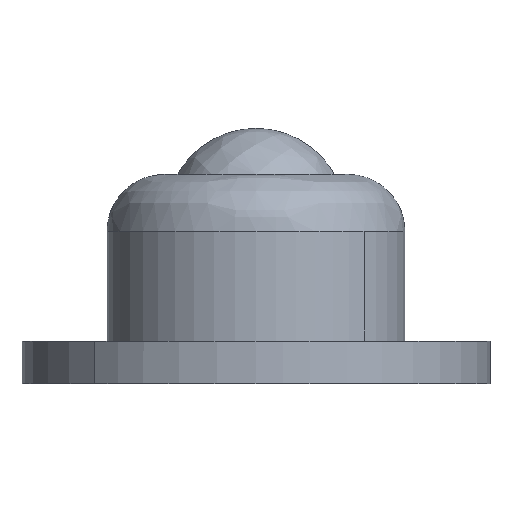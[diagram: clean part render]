
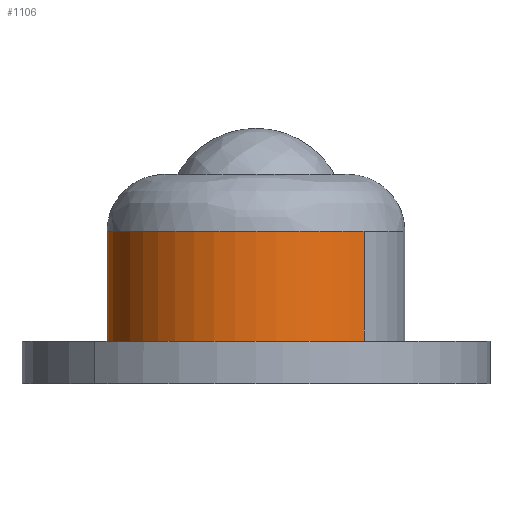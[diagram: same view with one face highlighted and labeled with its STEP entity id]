
A CAD part, front view. The second image highlights one B-rep face of the part: STEP entity #1106.
In plain terms, the highlighted free-form (B-spline) face has degree [2, 1] with [5, 2] control points.
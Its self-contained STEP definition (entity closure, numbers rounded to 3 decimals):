
#792=CARTESIAN_POINT('',(-21.,0.,21.5));
#793=VERTEX_POINT('',#792);
#848=CARTESIAN_POINT('',(-15.233,14.455,21.5));
#849=VERTEX_POINT('',#848);
#861=CARTESIAN_POINT('',(-21.,0.,21.5));
#862=CARTESIAN_POINT('',(-21.,1.038,21.5));
#863=CARTESIAN_POINT('',(-20.84,3.197,21.5));
#864=CARTESIAN_POINT('',(-20.189,5.996,21.5));
#865=CARTESIAN_POINT('',(-19.225,8.565,21.5));
#866=CARTESIAN_POINT('',(-17.781,11.378,21.5));
#867=CARTESIAN_POINT('',(-16.291,13.341,21.5));
#868=CARTESIAN_POINT('',(-15.233,14.455,21.5));
#869=B_SPLINE_CURVE_WITH_KNOTS('',3,(#861,#862,#863,#864,#865,#866,#867,#868),.UNSPECIFIED.,.F.,.U.,(4,1,1,1,1,4),(0.,3.114,6.477,8.595,11.335,15.944),.UNSPECIFIED.);
#870=EDGE_CURVE('',#793,#849,#869,.T.);
#905=CARTESIAN_POINT('',(0.,-21.,21.5));
#906=VERTEX_POINT('',#905);
#907=CARTESIAN_POINT('',(0.,-21.,21.5));
#908=CARTESIAN_POINT('',(-0.988,-21.,21.5));
#909=CARTESIAN_POINT('',(-2.577,-20.888,21.5));
#910=CARTESIAN_POINT('',(-5.028,-20.431,21.5));
#911=CARTESIAN_POINT('',(-7.626,-19.652,21.5));
#912=CARTESIAN_POINT('',(-10.432,-18.325,21.5));
#913=CARTESIAN_POINT('',(-12.958,-16.603,21.5));
#914=CARTESIAN_POINT('',(-14.785,-14.967,21.5));
#915=CARTESIAN_POINT('',(-16.431,-13.151,21.5));
#916=CARTESIAN_POINT('',(-18.064,-10.878,21.5));
#917=CARTESIAN_POINT('',(-19.517,-7.99,21.5));
#918=CARTESIAN_POINT('',(-20.402,-5.198,21.5));
#919=CARTESIAN_POINT('',(-20.89,-2.577,21.5));
#920=CARTESIAN_POINT('',(-21.,-0.945,21.5));
#921=CARTESIAN_POINT('',(-21.,0.,21.5));
#922=B_SPLINE_CURVE_WITH_KNOTS('',3,(#907,#908,#909,#910,#911,#912,#913,#914,#915,#916,#917,#918,#919,#920,#921),.UNSPECIFIED.,.F.,.U.,(4,1,1,1,1,1,1,1,1,1,1,1,4),(0.,2.964,4.768,7.474,11.082,14.045,16.622,18.426,21.39,24.998,28.09,30.152,32.987),.UNSPECIFIED.);
#923=EDGE_CURVE('',#906,#793,#922,.T.);
#925=CARTESIAN_POINT('',(15.233,-14.455,21.5));
#926=VERTEX_POINT('',#925);
#927=CARTESIAN_POINT('',(15.233,-14.455,21.5));
#928=CARTESIAN_POINT('',(14.286,-15.454,21.5));
#929=CARTESIAN_POINT('',(12.667,-16.854,21.5));
#930=CARTESIAN_POINT('',(10.033,-18.51,21.5));
#931=CARTESIAN_POINT('',(7.252,-19.81,21.5));
#932=CARTESIAN_POINT('',(3.817,-20.771,21.5));
#933=CARTESIAN_POINT('',(1.243,-21.,21.5));
#934=CARTESIAN_POINT('',(0.,-21.,21.5));
#935=B_SPLINE_CURVE_WITH_KNOTS('',3,(#927,#928,#929,#930,#931,#932,#933,#934),.UNSPECIFIED.,.F.,.U.,(4,1,1,1,1,4),(0.,4.128,6.391,9.32,13.315,17.043),.UNSPECIFIED.);
#936=EDGE_CURVE('',#926,#906,#935,.T.);
#973=CARTESIAN_POINT('',(-15.233,14.455,6.));
#974=VERTEX_POINT('',#973);
#988=CARTESIAN_POINT('',(-15.233,14.455,21.5));
#989=CARTESIAN_POINT('',(-15.233,14.455,6.));
#990=QUASI_UNIFORM_CURVE('',1,(#988,#989),.UNSPECIFIED.,.F.,.U.);
#991=EDGE_CURVE('',#849,#974,#990,.T.);
#996=CARTESIAN_POINT('',(15.233,-14.455,6.));
#997=VERTEX_POINT('',#996);
#998=CARTESIAN_POINT('',(15.233,-14.455,21.5));
#999=CARTESIAN_POINT('',(15.233,-14.455,6.));
#1000=QUASI_UNIFORM_CURVE('',1,(#998,#999),.UNSPECIFIED.,.F.,.U.);
#1001=EDGE_CURVE('',#926,#997,#1000,.T.);
#1037=CARTESIAN_POINT('',(15.233,-14.455,21.888));
#1038=CARTESIAN_POINT('',(0.777,-29.688,21.888));
#1039=CARTESIAN_POINT('',(-14.455,-15.233,21.888));
#1040=CARTESIAN_POINT('',(-29.688,-0.777,21.888));
#1041=CARTESIAN_POINT('',(-15.233,14.455,21.888));
#1042=CARTESIAN_POINT('',(15.233,-14.455,5.603));
#1043=CARTESIAN_POINT('',(0.777,-29.688,5.603));
#1044=CARTESIAN_POINT('',(-14.455,-15.233,5.603));
#1045=CARTESIAN_POINT('',(-29.688,-0.777,5.603));
#1046=CARTESIAN_POINT('',(-15.233,14.455,5.603));
#1054=(BOUNDED_SURFACE()B_SPLINE_SURFACE(2,1,((#1037,#1042),(#1038,#1043),(#1039,#1044),(#1040,#1045),(#1041,#1046)),.UNSPECIFIED.,.F.,.F.,.U.)B_SPLINE_SURFACE_WITH_KNOTS((3,2,3),(2,2),(0.0,34.794,69.588),(0.0,16.285),.UNSPECIFIED.)GEOMETRIC_REPRESENTATION_ITEM()RATIONAL_B_SPLINE_SURFACE(((1.0,1.0),(0.707,0.707),(1.0,1.0),(0.707,0.707),(1.0,1.0)))REPRESENTATION_ITEM('')SURFACE());
#1055=CARTESIAN_POINT('',(-21.0,0.0,6.0));
#1056=VERTEX_POINT('',#1055);
#1057=CARTESIAN_POINT('',(-21.0,0.0,6.0));
#1058=CARTESIAN_POINT('',(-21.,1.37,6.));
#1059=CARTESIAN_POINT('',(-20.792,3.488,6.0));
#1060=CARTESIAN_POINT('',(-20.105,6.187,6.));
#1061=CARTESIAN_POINT('',(-19.307,8.374,6.));
#1062=CARTESIAN_POINT('',(-17.877,11.241,6.));
#1063=CARTESIAN_POINT('',(-16.348,13.281,6.));
#1064=CARTESIAN_POINT('',(-15.233,14.455,6.));
#1065=B_SPLINE_CURVE_WITH_KNOTS('',3,(#1057,#1058,#1059,#1060,#1061,#1062,#1063,#1064),.UNSPECIFIED.,.F.,.U.,(4,1,1,1,1,4),(0.,4.11,6.353,8.345,11.086,15.944),.UNSPECIFIED.);
#1066=EDGE_CURVE('',#1056,#974,#1065,.T.);
#1067=ORIENTED_EDGE('',*,*,#1066,.F.);
#1068=CARTESIAN_POINT('',(0.,-21.,6.0));
#1069=VERTEX_POINT('',#1068);
#1070=CARTESIAN_POINT('',(0.,-21.,6.0));
#1071=CARTESIAN_POINT('',(-1.16,-21.,6.));
#1072=CARTESIAN_POINT('',(-3.651,-20.793,6.));
#1073=CARTESIAN_POINT('',(-6.861,-19.937,6.));
#1074=CARTESIAN_POINT('',(-9.815,-18.638,6.));
#1075=CARTESIAN_POINT('',(-12.019,-17.289,6.));
#1076=CARTESIAN_POINT('',(-14.034,-15.677,6.));
#1077=CARTESIAN_POINT('',(-15.773,-13.948,6.));
#1078=CARTESIAN_POINT('',(-17.23,-12.081,6.));
#1079=CARTESIAN_POINT('',(-18.515,-9.995,6.));
#1080=CARTESIAN_POINT('',(-19.738,-7.431,6.));
#1081=CARTESIAN_POINT('',(-20.746,-3.994,6.));
#1082=CARTESIAN_POINT('',(-21.,-1.331,6.));
#1083=CARTESIAN_POINT('',(-21.0,0.0,6.0));
#1084=B_SPLINE_CURVE_WITH_KNOTS('',3,(#1070,#1071,#1072,#1073,#1074,#1075,#1076,#1077,#1078,#1079,#1080,#1081,#1082,#1083),.UNSPECIFIED.,.F.,.U.,(4,1,1,1,1,1,1,1,1,1,1,4),(0.,3.479,7.474,9.922,13.143,15.205,17.653,20.488,22.292,24.998,28.992,32.987),.UNSPECIFIED.);
#1085=EDGE_CURVE('',#1069,#1056,#1084,.T.);
#1086=ORIENTED_EDGE('',*,*,#1085,.F.);
#1087=CARTESIAN_POINT('',(15.233,-14.455,6.));
#1088=CARTESIAN_POINT('',(14.408,-15.325,6.));
#1089=CARTESIAN_POINT('',(12.609,-16.922,6.));
#1090=CARTESIAN_POINT('',(9.959,-18.564,6.));
#1091=CARTESIAN_POINT('',(7.482,-19.666,6.));
#1092=CARTESIAN_POINT('',(5.534,-20.291,6.));
#1093=CARTESIAN_POINT('',(3.018,-20.842,6.));
#1094=CARTESIAN_POINT('',(1.243,-21.,6.));
#1095=CARTESIAN_POINT('',(0.,-21.,6.0));
#1096=B_SPLINE_CURVE_WITH_KNOTS('',3,(#1087,#1088,#1089,#1090,#1091,#1092,#1093,#1094,#1095),.UNSPECIFIED.,.F.,.U.,(4,1,1,1,1,1,4),(0.,3.595,7.19,9.32,11.717,13.315,17.043),.UNSPECIFIED.);
#1097=EDGE_CURVE('',#997,#1069,#1096,.T.);
#1098=ORIENTED_EDGE('',*,*,#1097,.F.);
#1099=ORIENTED_EDGE('',*,*,#1001,.F.);
#1100=ORIENTED_EDGE('',*,*,#936,.T.);
#1101=ORIENTED_EDGE('',*,*,#923,.T.);
#1102=ORIENTED_EDGE('',*,*,#870,.T.);
#1103=ORIENTED_EDGE('',*,*,#991,.T.);
#1104=EDGE_LOOP('',(#1067,#1086,#1098,#1099,#1100,#1101,#1102,#1103));
#1105=FACE_OUTER_BOUND('',#1104,.T.);
#1106=ADVANCED_FACE('',(#1105),#1054,.T.);
